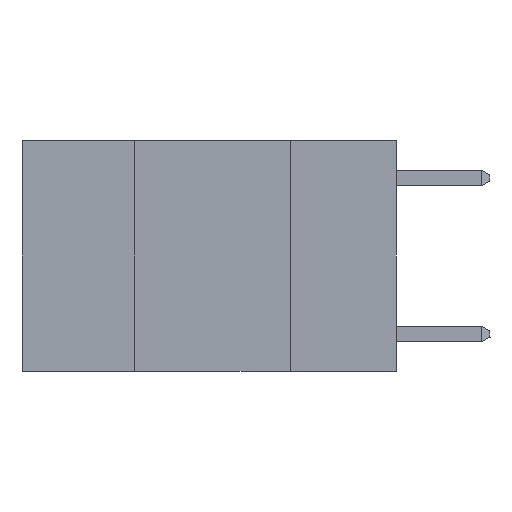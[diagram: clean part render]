
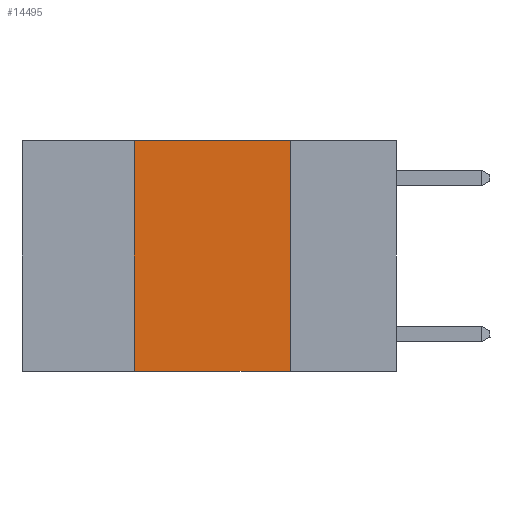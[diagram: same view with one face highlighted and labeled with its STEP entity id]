
A CAD part, left-side view. The second image highlights one B-rep face of the part: STEP entity #14495.
In plain terms, the highlighted planar face has unit normal (-1, 0, 0).
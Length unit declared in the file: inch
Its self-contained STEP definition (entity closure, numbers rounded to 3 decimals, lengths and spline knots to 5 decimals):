
#6 = DIRECTION ( 'NONE',  ( 0., -1., 0. ) ) ;
#206 = CARTESIAN_POINT ( 'NONE',  ( 0., 0.6, 0. ) ) ;
#720 = LINE ( 'NONE', #20775, #5840 ) ;
#773 = DIRECTION ( 'NONE',  ( 0., 0., -1. ) ) ;
#1330 = AXIS2_PLACEMENT_3D ( 'NONE', #6456, #15918, #4654 ) ;
#2164 = EDGE_LOOP ( 'NONE', ( #22180, #22291, #22492, #22626 ) ) ;
#3050 = EDGE_CURVE ( 'NONE', #16954, #5628, #3998, .T. ) ;
#3479 = VECTOR ( 'NONE', #773, 39.37008 ) ;
#3649 = VERTEX_POINT ( 'NONE', #22821 ) ;
#3998 = LINE ( 'NONE', #12199, #3479 ) ;
#4654 = DIRECTION ( 'NONE',  ( 0., 0., -1. ) ) ;
#5628 = VERTEX_POINT ( 'NONE', #19446 ) ;
#5840 = VECTOR ( 'NONE', #6, 39.37008 ) ;
#6456 = CARTESIAN_POINT ( 'NONE',  ( 0., 0.6, 0. ) ) ;
#7881 = DIRECTION ( 'NONE',  ( 0., -1., 0. ) ) ;
#12199 = CARTESIAN_POINT ( 'NONE',  ( 0., 0.17, 0. ) ) ;
#14052 = PLANE ( 'NONE',  #1330 ) ;
#14495 = ADVANCED_FACE ( 'NONE', ( #18719 ), #14052, .F. ) ;
#14976 = EDGE_CURVE ( 'NONE', #3649, #16954, #21849, .T. ) ;
#15511 = EDGE_CURVE ( 'NONE', #20195, #5628, #720, .T. ) ;
#15918 = DIRECTION ( 'NONE',  ( 1., 0., 0. ) ) ;
#16368 = LINE ( 'NONE', #19806, #20657 ) ;
#16954 = VERTEX_POINT ( 'NONE', #18868 ) ;
#17286 = EDGE_CURVE ( 'NONE', #20195, #3649, #16368, .T. ) ;
#18719 = FACE_OUTER_BOUND ( 'NONE', #2164, .T. ) ;
#18868 = CARTESIAN_POINT ( 'NONE',  ( 0., 0.17, 0. ) ) ;
#18970 = CARTESIAN_POINT ( 'NONE',  ( 0., 0.42, -0.37 ) ) ;
#19446 = CARTESIAN_POINT ( 'NONE',  ( 0., 0.17, -0.37 ) ) ;
#19806 = CARTESIAN_POINT ( 'NONE',  ( 0., 0.42, 0. ) ) ;
#20195 = VERTEX_POINT ( 'NONE', #18970 ) ;
#20657 = VECTOR ( 'NONE', #21585, 39.37008 ) ;
#20775 = CARTESIAN_POINT ( 'NONE',  ( 0., 0.6, -0.37 ) ) ;
#21303 = VECTOR ( 'NONE', #7881, 39.37008 ) ;
#21585 = DIRECTION ( 'NONE',  ( 0., 0., 1. ) ) ;
#21849 = LINE ( 'NONE', #206, #21303 ) ;
#22180 = ORIENTED_EDGE ( 'NONE', *, *, #3050, .F. ) ;
#22291 = ORIENTED_EDGE ( 'NONE', *, *, #14976, .F. ) ;
#22492 = ORIENTED_EDGE ( 'NONE', *, *, #17286, .F. ) ;
#22626 = ORIENTED_EDGE ( 'NONE', *, *, #15511, .T. ) ;
#22821 = CARTESIAN_POINT ( 'NONE',  ( 0., 0.42, 0. ) ) ;
